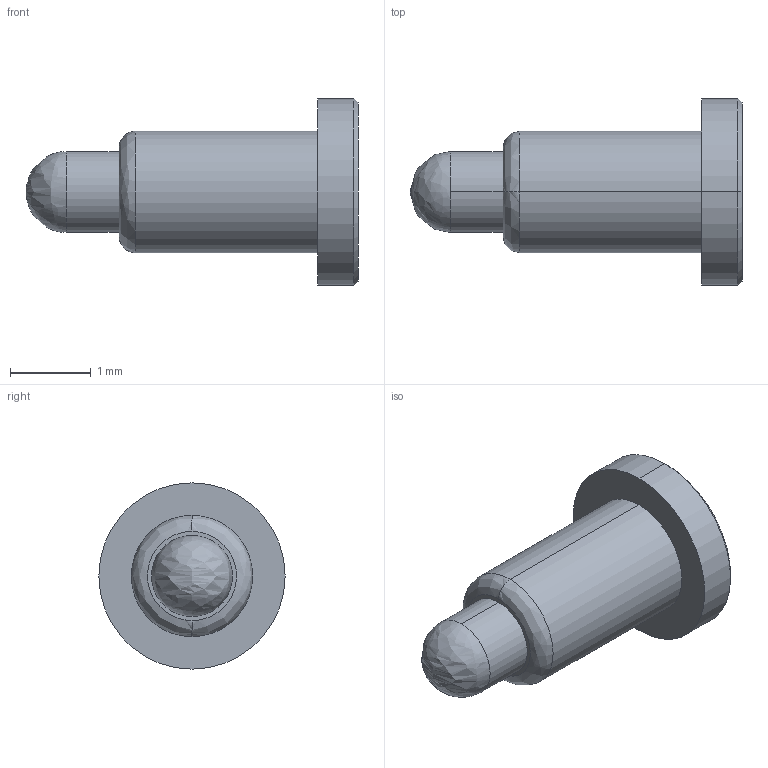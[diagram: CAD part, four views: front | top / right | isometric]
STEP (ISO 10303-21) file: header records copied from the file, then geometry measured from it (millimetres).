
FILE_DESCRIPTION (( 'STEP AP214' ), '1' );
FILE_NAME ('UEBK-13658_Step.STEP', '2023-10-06T13:19:55', ( '' ), ( '' ), 'SwSTEP 2.0', 'SolidWorks 2022', '' );
FILE_SCHEMA (( 'AUTOMOTIVE_DESIGN' ));
Length unit declared in the file: millimetre
Products named in the file (1): UEBK-13658_Step
Bounding box: 4.1 x 2.3 x 2.3 mm (x, y, z)
Volume: 7.1 mm3; surface area: 25.7 mm2
Topology: 1 solids, 1 shells, 14 faces, 28 edges, 16 vertices
Faces by surface type: cylinder 6, bspline 3, plane 3, cone 2
Entity records: 443 total; most frequent: CARTESIAN_POINT 138, DIRECTION 60, ORIENTED_EDGE 52, AXIS2_PLACEMENT_3D 26, EDGE_CURVE 26, EDGE_LOOP 16, VERTEX_POINT 16, ADVANCED_FACE 14
